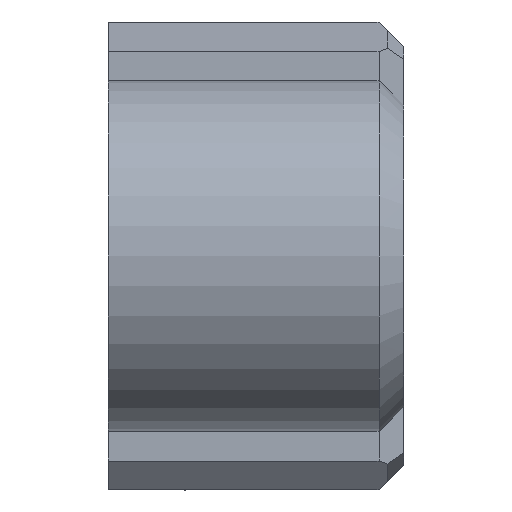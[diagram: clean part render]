
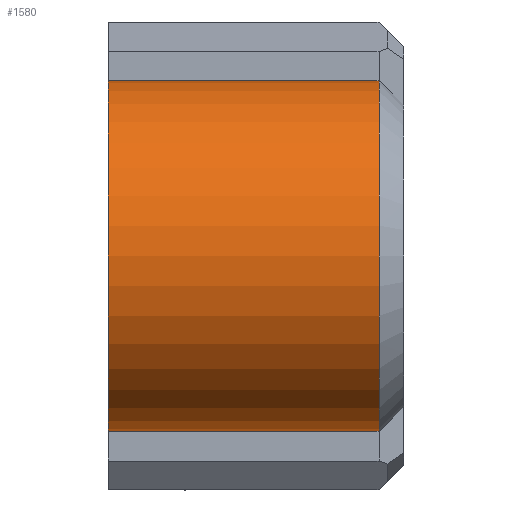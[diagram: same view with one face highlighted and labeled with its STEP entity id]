
A CAD part, front view. The second image highlights one B-rep face of the part: STEP entity #1580.
In plain terms, the highlighted cylindrical face has radius 11.316 mm (diameter 22.631 mm), a partial arc.
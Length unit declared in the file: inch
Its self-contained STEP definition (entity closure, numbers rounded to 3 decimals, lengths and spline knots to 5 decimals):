
#27=CYLINDRICAL_SURFACE('',#1715,0.4455);
#165=FACE_OUTER_BOUND('',#260,.T.);
#260=EDGE_LOOP('',(#1209,#1210,#1211,#1212));
#379=LINE('',#2375,#541);
#381=LINE('',#2381,#543);
#541=VECTOR('',#1944,0.3937);
#543=VECTOR('',#1950,0.3937);
#690=CIRCLE('',#1716,0.4455);
#691=CIRCLE('',#1717,0.4455);
#756=VERTEX_POINT('',#2372);
#757=VERTEX_POINT('',#2374);
#758=VERTEX_POINT('',#2378);
#759=VERTEX_POINT('',#2380);
#926=EDGE_CURVE('',#757,#756,#379,.T.);
#928=EDGE_CURVE('',#758,#756,#690,.T.);
#929=EDGE_CURVE('',#759,#758,#381,.T.);
#930=EDGE_CURVE('',#757,#759,#691,.T.);
#1209=ORIENTED_EDGE('',*,*,#928,.F.);
#1210=ORIENTED_EDGE('',*,*,#929,.F.);
#1211=ORIENTED_EDGE('',*,*,#930,.F.);
#1212=ORIENTED_EDGE('',*,*,#926,.T.);
#1580=ADVANCED_FACE('',(#165),#27,.T.);
#1715=AXIS2_PLACEMENT_3D('',#2377,#1946,#1947);
#1716=AXIS2_PLACEMENT_3D('',#2379,#1948,#1949);
#1717=AXIS2_PLACEMENT_3D('',#2382,#1951,#1952);
#1944=DIRECTION('',(1.,0.,0.));
#1946=DIRECTION('center_axis',(-1.,0.,0.));
#1947=DIRECTION('ref_axis',(0.,-1.,0.));
#1948=DIRECTION('center_axis',(1.,0.,0.));
#1949=DIRECTION('ref_axis',(0.,-1.,0.));
#1950=DIRECTION('',(1.,0.,0.));
#1951=DIRECTION('center_axis',(-1.,0.,0.));
#1952=DIRECTION('ref_axis',(0.,1.,0.));
#2372=CARTESIAN_POINT('',(0.6875,-0.9555,-0.4455));
#2374=CARTESIAN_POINT('',(0.,-0.9555,-0.4455));
#2375=CARTESIAN_POINT('',(0.625,-0.9555,-0.4455));
#2377=CARTESIAN_POINT('Origin',(0.625,-0.9555,0.));
#2378=CARTESIAN_POINT('',(0.6875,-0.9555,0.4455));
#2379=CARTESIAN_POINT('Origin',(0.6875,-0.9555,0.));
#2380=CARTESIAN_POINT('',(0.,-0.9555,0.4455));
#2381=CARTESIAN_POINT('',(0.625,-0.9555,0.4455));
#2382=CARTESIAN_POINT('Origin',(0.,-0.9555,0.));
